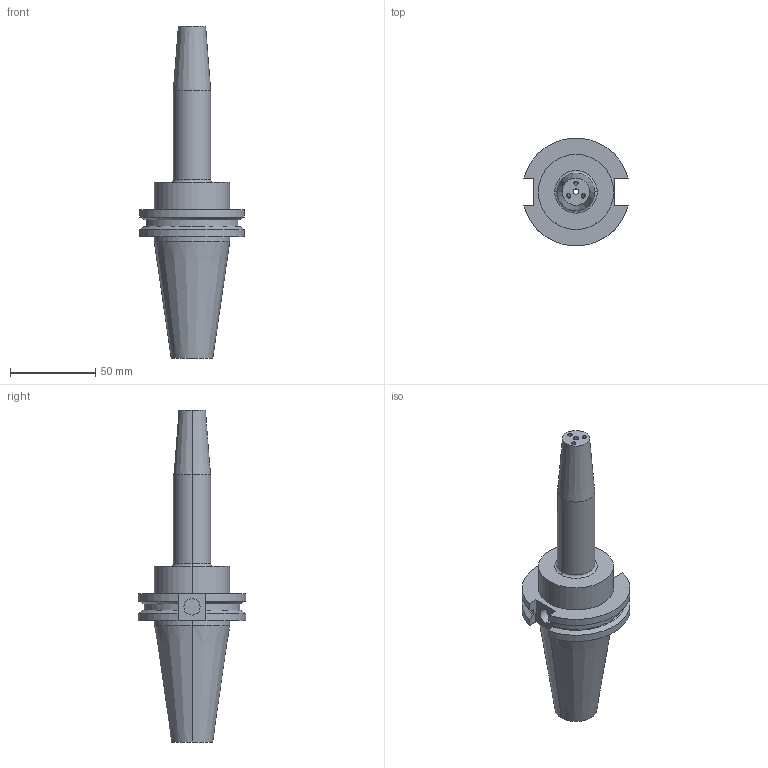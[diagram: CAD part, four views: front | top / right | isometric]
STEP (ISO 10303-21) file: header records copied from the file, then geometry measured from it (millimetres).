
FILE_DESCRIPTION (( 'STEP AP203' ), '1' );
FILE_NAME ('STP-29004B.STEP', '2019-07-22T00:52:32', ( '' ), ( '' ), 'SwSTEP 2.0', 'SolidWorks 2017', '' );
FILE_SCHEMA (( 'CONFIG_CONTROL_DESIGN' ));
Length unit declared in the file: millimetre
Products named in the file (1): STP-29004B
Bounding box: 61.35 x 63.26 x 195.25 mm (x, y, z)
Volume: 156133.9 mm3; surface area: 31227.9 mm2
Topology: 1 solids, 1 shells, 70 faces, 176 edges, 114 vertices
Faces by surface type: cylinder 30, plane 22, cone 10, bspline 6, torus 2
Entity records: 2479 total; most frequent: CARTESIAN_POINT 709, DIRECTION 354, ORIENTED_EDGE 352, EDGE_CURVE 176, AXIS2_PLACEMENT_3D 139, VERTEX_POINT 114, EDGE_LOOP 84, LINE 76
